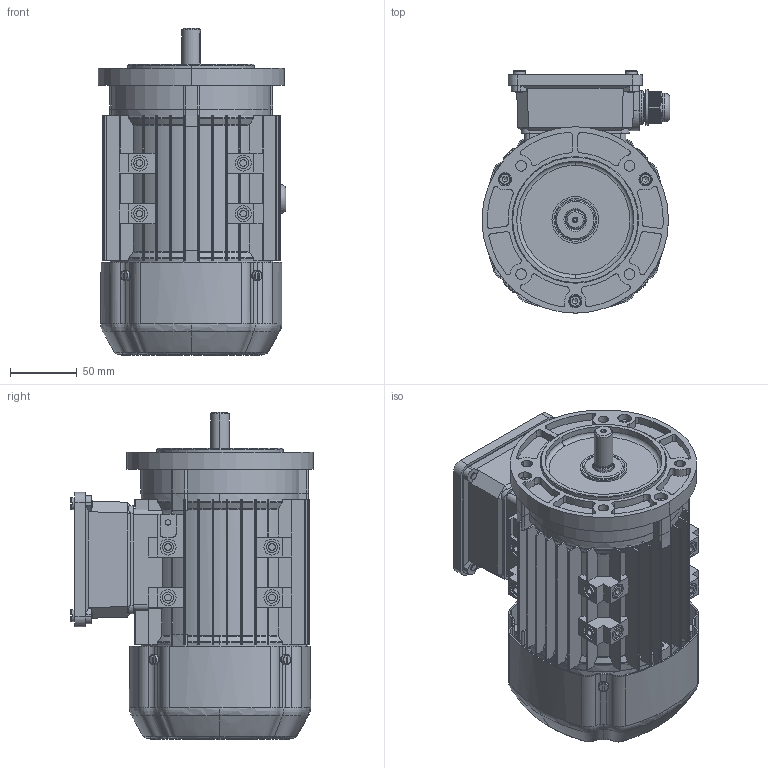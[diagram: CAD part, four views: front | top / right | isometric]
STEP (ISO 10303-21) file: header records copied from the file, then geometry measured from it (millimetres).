
FILE_DESCRIPTION(/* description */ (''),/* implementation_level */ '2;1');
FILE_NAME(/* name */ 'JL-71-B14B.stp',/* time_stamp */ '2016-09-01T10:54:26+08:00',/* author */ (''),/* organization */ (''),/* preprocessor_version */ 'ST-DEVELOPER v16',/* originating_system */ 'SIEMENS PLM Software NX 10.0',/* authorisation */ '');
FILE_SCHEMA (('AUTOMOTIVE_DESIGN { 1 0 10303 214 3 1 1 1 }'));
Products named in the file (1): pc05908BCBsush
Bounding box: 141.1 x 182 x 245.5 mm (x, y, z)
Volume: 676720.4 mm3; surface area: 492331.4 mm2
Topology: 39 solids, 42 shells, 3323 faces, 9163 edges, 6020 vertices
Faces by surface type: plane 1661, cylinder 1130, torus 226, cone 185, bspline 111, sphere 10
Full cylindrical faces by diameter (mm): 3.2 x4, 3.5 x6, 3.545 x7, 4 x7, 4.132 x3, 4.134 x3, 4.48 x5, 4.8 x1, 4.9 x3, 5 x21, 5.3 x1, 5.8 x14, 8 x1, 8.5 x3, 10 x1, 13.75 x1, 15 x3, 16.25 x3, 18.75 x9, 19.375 x6, 20 x17, 20.625 x6, 21.25 x6, 21.562 x1, 25.6 x1, 26.562 x1, 30 x3
Entity records: 153796 total; most frequent: CARTESIAN_POINT 71253, ORIENTED_EDGE 17574, DIRECTION 16345, EDGE_CURVE 8787, AXIS2_PLACEMENT_3D 5892, VERTEX_POINT 5864, LINE 4561, VECTOR 4561
